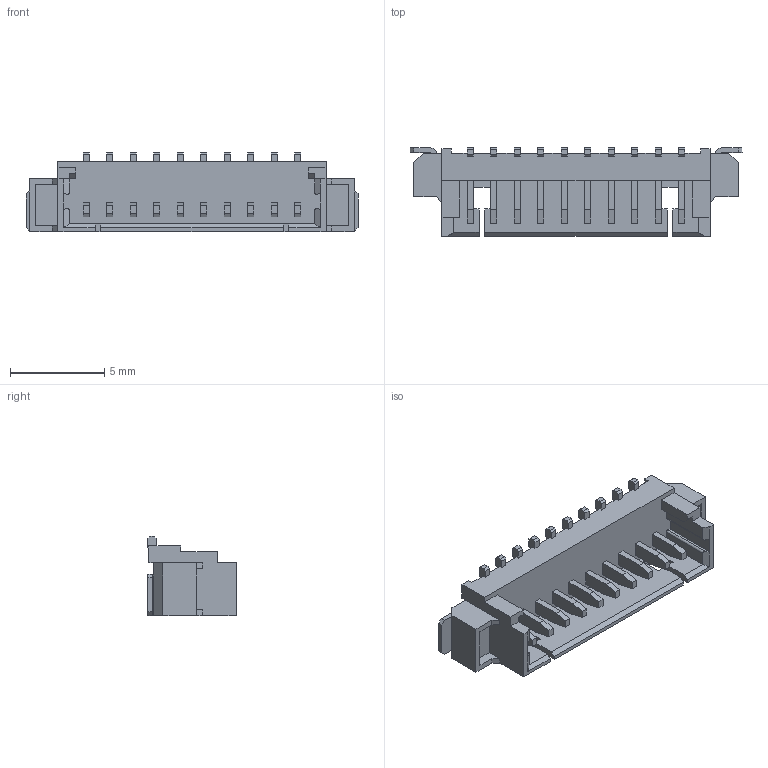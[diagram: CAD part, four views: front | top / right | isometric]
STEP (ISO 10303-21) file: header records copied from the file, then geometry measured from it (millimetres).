
FILE_DESCRIPTION(/* description */ (''),/* implementation_level */ '2;1');
FILE_NAME(/* name */ '533981071wbm000_01_214.stp',/* time_stamp */ '2022-04-18T10:13:00+06:00',/* author */ (''),/* organization */ (''),/* preprocessor_version */ 'ST-DEVELOPER v16.7',/* originating_system */ 'SIEMENS PLM Software NX 1919',/* authorisation */ '');
FILE_SCHEMA (('AUTOMOTIVE_DESIGN { 1 0 10303 214 3 1 1 1 }'));
Length unit declared in the file: millimetre
Products named in the file (1): 533981071wbm000_01
Bounding box: 17.65 x 4.7 x 4.2 mm (x, y, z)
Volume: 124.6 mm3; surface area: 384.9 mm2
Topology: 1 solids, 1 shells, 257 faces, 727 edges, 482 vertices
Faces by surface type: plane 249, cylinder 8
Entity records: 8177 total; most frequent: CARTESIAN_POINT 1467, ORIENTED_EDGE 1454, DIRECTION 1259, EDGE_CURVE 727, LINE 711, VECTOR 711, VERTEX_POINT 482, AXIS2_PLACEMENT_3D 274
